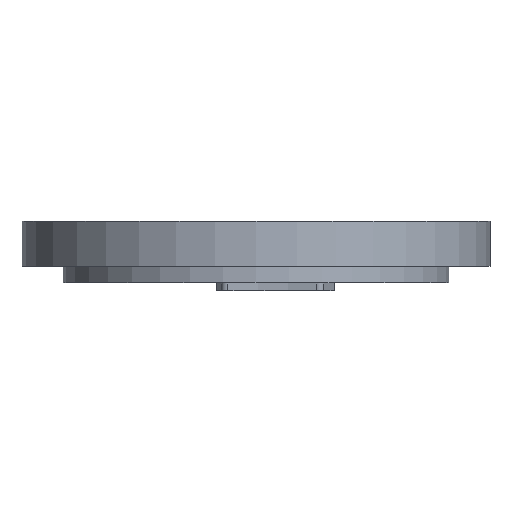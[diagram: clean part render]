
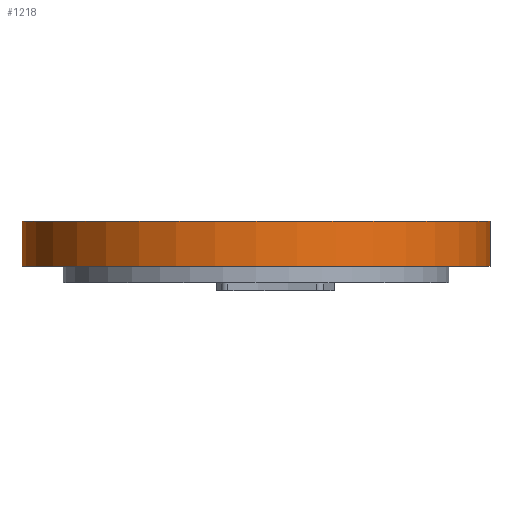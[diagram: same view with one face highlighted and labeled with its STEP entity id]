
A CAD part, front view. The second image highlights one B-rep face of the part: STEP entity #1218.
In plain terms, the highlighted cylindrical face has radius 21.25 mm (diameter 42.5 mm), a partial arc.
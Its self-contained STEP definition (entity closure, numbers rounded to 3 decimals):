
#42 = VECTOR ( 'NONE', #159, 1000. ) ;
#85 = EDGE_CURVE ( 'NONE', #1276, #1309, #608, .T. ) ;
#110 = CARTESIAN_POINT ( 'NONE',  ( 0., 0., 70.304 ) ) ;
#118 = CARTESIAN_POINT ( 'NONE',  ( 21.25, 0., 1.5 ) ) ;
#147 = AXIS2_PLACEMENT_3D ( 'NONE', #1952, #613, #1290 ) ;
#159 = DIRECTION ( 'NONE',  ( 0., 0., -1. ) ) ;
#255 = DIRECTION ( 'NONE',  ( 0., 0., 1. ) ) ;
#300 = FACE_OUTER_BOUND ( 'NONE', #2031, .T. ) ;
#494 = VERTEX_POINT ( 'NONE', #968 ) ;
#608 = LINE ( 'NONE', #1283, #703 ) ;
#613 = DIRECTION ( 'NONE',  ( 0., 0., 1. ) ) ;
#626 = DIRECTION ( 'NONE',  ( 0., 0., -1. ) ) ;
#660 = CIRCLE ( 'NONE', #1043, 21.25 ) ;
#703 = VECTOR ( 'NONE', #1966, 1000. ) ;
#745 = EDGE_CURVE ( 'NONE', #494, #1969, #1142, .T. ) ;
#772 = ORIENTED_EDGE ( 'NONE', *, *, #1243, .F. ) ;
#842 = CARTESIAN_POINT ( 'NONE',  ( -21.25, 0., 1.5 ) ) ;
#916 = DIRECTION ( 'NONE',  ( 1., 0., 0. ) ) ;
#922 = DIRECTION ( 'NONE',  ( -1., 0., 0. ) ) ;
#934 = CARTESIAN_POINT ( 'NONE',  ( 21.25, 0., 70.304 ) ) ;
#968 = CARTESIAN_POINT ( 'NONE',  ( 21.25, 0., 5.6 ) ) ;
#1043 = AXIS2_PLACEMENT_3D ( 'NONE', #1957, #255, #916 ) ;
#1077 = AXIS2_PLACEMENT_3D ( 'NONE', #110, #626, #922 ) ;
#1142 = LINE ( 'NONE', #934, #42 ) ;
#1218 = ADVANCED_FACE ( 'NONE', ( #300 ), #1269, .T. ) ;
#1243 = EDGE_CURVE ( 'NONE', #1276, #494, #1519, .T. ) ;
#1269 = CYLINDRICAL_SURFACE ( 'NONE', #1077, 21.25 ) ;
#1276 = VERTEX_POINT ( 'NONE', #1361 ) ;
#1283 = CARTESIAN_POINT ( 'NONE',  ( -21.25, 0., 70.304 ) ) ;
#1290 = DIRECTION ( 'NONE',  ( 1., 0., 0. ) ) ;
#1309 = VERTEX_POINT ( 'NONE', #842 ) ;
#1361 = CARTESIAN_POINT ( 'NONE',  ( -21.25, 0., 5.6 ) ) ;
#1455 = EDGE_CURVE ( 'NONE', #1309, #1969, #660, .T. ) ;
#1519 = CIRCLE ( 'NONE', #147, 21.25 ) ;
#1536 = ORIENTED_EDGE ( 'NONE', *, *, #85, .T. ) ;
#1952 = CARTESIAN_POINT ( 'NONE',  ( 0., 0., 5.6 ) ) ;
#1957 = CARTESIAN_POINT ( 'NONE',  ( 0., 0., 1.5 ) ) ;
#1966 = DIRECTION ( 'NONE',  ( 0., 0., -1. ) ) ;
#1969 = VERTEX_POINT ( 'NONE', #118 ) ;
#2031 = EDGE_LOOP ( 'NONE', ( #2053, #772, #1536, #2089 ) ) ;
#2053 = ORIENTED_EDGE ( 'NONE', *, *, #745, .F. ) ;
#2089 = ORIENTED_EDGE ( 'NONE', *, *, #1455, .T. ) ;
